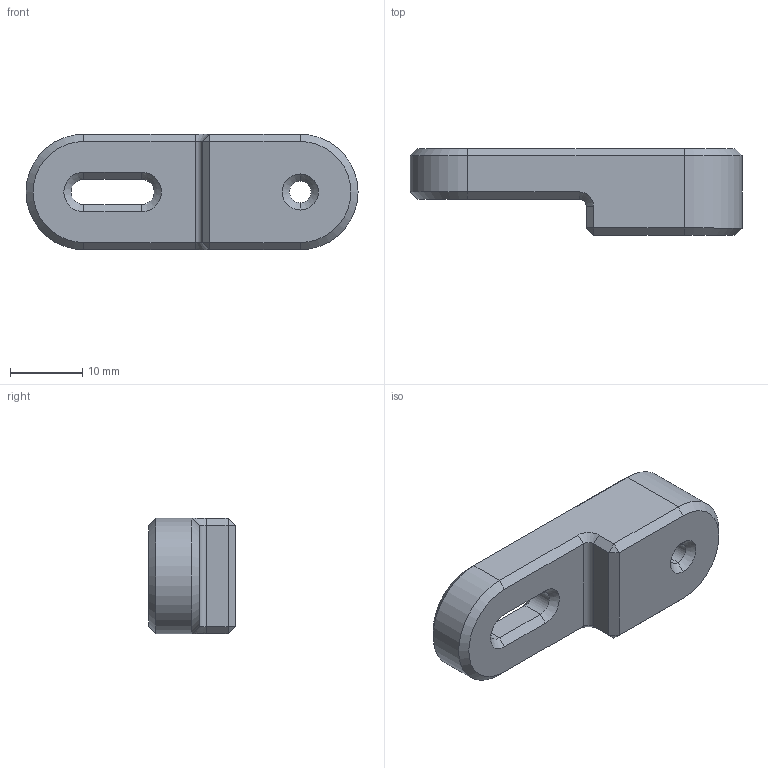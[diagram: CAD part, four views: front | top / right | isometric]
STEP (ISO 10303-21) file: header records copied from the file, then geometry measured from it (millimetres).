
FILE_DESCRIPTION (( 'STEP AP203' ), '1' );
FILE_NAME ('Part2^dualsecondfilamentguide_v2.STEP', '2014-08-07T19:08:44', ( '' ), ( '' ), 'SwSTEP 2.0', 'SolidWorks 2012', '' );
FILE_SCHEMA (( 'CONFIG_CONTROL_DESIGN' ));
Length unit declared in the file: millimetre
Products named in the file (1): Part2^dualsecondfilamentguide_v2
Bounding box: 46 x 12 x 16 mm (x, y, z)
Volume: 5587 mm3; surface area: 2522.3 mm2
Topology: 1 solids, 1 shells, 58 faces, 126 edges, 72 vertices
Faces by surface type: plane 29, cone 16, cylinder 11, torus 2
Entity records: 1629 total; most frequent: DIRECTION 286, CARTESIAN_POINT 257, ORIENTED_EDGE 252, EDGE_CURVE 126, AXIS2_PLACEMENT_3D 101, LINE 84, VECTOR 84, VERTEX_POINT 72
